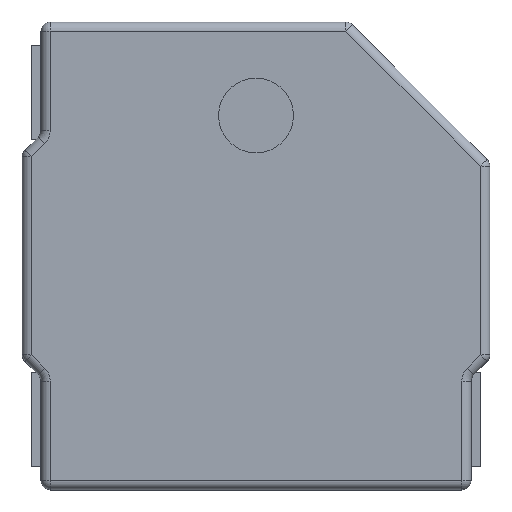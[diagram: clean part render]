
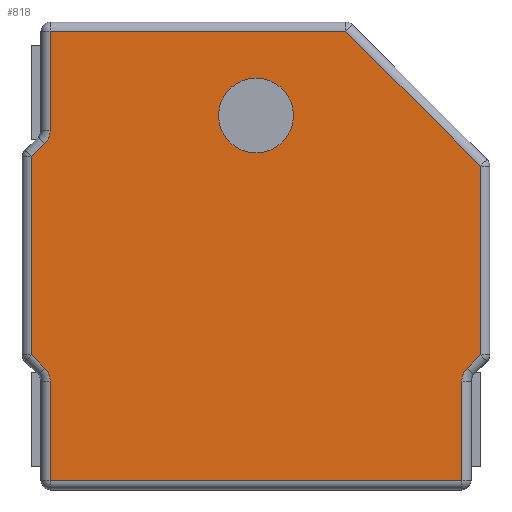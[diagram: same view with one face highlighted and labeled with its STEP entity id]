
A CAD part, top view. The second image highlights one B-rep face of the part: STEP entity #818.
In plain terms, the highlighted planar face has unit normal (0, 0, 1).
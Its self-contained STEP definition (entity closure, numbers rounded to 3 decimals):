
#298 = VERTEX_POINT('',#299);
#299 = CARTESIAN_POINT('',(2.4,-1.059,2.1));
#306 = EDGE_CURVE('',#298,#307,#309,.T.);
#307 = VERTEX_POINT('',#308);
#308 = CARTESIAN_POINT('',(2.4,0.959,2.1));
#309 = LINE('',#310,#311);
#310 = CARTESIAN_POINT('',(2.4,-1.1,2.1));
#311 = VECTOR('',#312,1.);
#312 = DIRECTION('',(0.,1.,0.));
#818 = ADVANCED_FACE('',(#819,#927),#938,.T.);
#819 = FACE_BOUND('',#820,.T.);
#820 = EDGE_LOOP('',(#821,#822,#830,#838,#846,#855,#863,#871,#879,#888,
    #896,#904,#912,#921));
#821 = ORIENTED_EDGE('',*,*,#306,.T.);
#822 = ORIENTED_EDGE('',*,*,#823,.T.);
#823 = EDGE_CURVE('',#307,#824,#826,.T.);
#824 = VERTEX_POINT('',#825);
#825 = CARTESIAN_POINT('',(0.959,2.4,2.1));
#826 = LINE('',#827,#828);
#827 = CARTESIAN_POINT('',(2.429,0.929,2.1));
#828 = VECTOR('',#829,1.);
#829 = DIRECTION('',(-0.707,0.707,0.));
#830 = ORIENTED_EDGE('',*,*,#831,.F.);
#831 = EDGE_CURVE('',#832,#824,#834,.T.);
#832 = VERTEX_POINT('',#833);
#833 = CARTESIAN_POINT('',(-2.2,2.4,2.1));
#834 = LINE('',#835,#836);
#835 = CARTESIAN_POINT('',(-2.3,2.4,2.1));
#836 = VECTOR('',#837,1.);
#837 = DIRECTION('',(1.,0.,0.));
#838 = ORIENTED_EDGE('',*,*,#839,.T.);
#839 = EDGE_CURVE('',#832,#840,#842,.T.);
#840 = VERTEX_POINT('',#841);
#841 = CARTESIAN_POINT('',(-2.2,1.341,2.1));
#842 = LINE('',#843,#844);
#843 = CARTESIAN_POINT('',(-2.2,2.5,2.1));
#844 = VECTOR('',#845,1.);
#845 = DIRECTION('',(0.,-1.,0.));
#846 = ORIENTED_EDGE('',*,*,#847,.F.);
#847 = EDGE_CURVE('',#848,#840,#850,.T.);
#848 = VERTEX_POINT('',#849);
#849 = CARTESIAN_POINT('',(-2.259,1.2,2.1));
#850 = CIRCLE('',#851,0.2);
#851 = AXIS2_PLACEMENT_3D('',#852,#853,#854);
#852 = CARTESIAN_POINT('',(-2.4,1.341,2.1));
#853 = DIRECTION('',(-0.,0.,1.));
#854 = DIRECTION('',(0.707,-0.707,0.));
#855 = ORIENTED_EDGE('',*,*,#856,.T.);
#856 = EDGE_CURVE('',#848,#857,#859,.T.);
#857 = VERTEX_POINT('',#858);
#858 = CARTESIAN_POINT('',(-2.4,1.059,2.1));
#859 = LINE('',#860,#861);
#860 = CARTESIAN_POINT('',(-2.229,1.229,2.1));
#861 = VECTOR('',#862,1.);
#862 = DIRECTION('',(-0.707,-0.707,0.));
#863 = ORIENTED_EDGE('',*,*,#864,.F.);
#864 = EDGE_CURVE('',#865,#857,#867,.T.);
#865 = VERTEX_POINT('',#866);
#866 = CARTESIAN_POINT('',(-2.4,-1.059,2.1));
#867 = LINE('',#868,#869);
#868 = CARTESIAN_POINT('',(-2.4,-1.1,2.1));
#869 = VECTOR('',#870,1.);
#870 = DIRECTION('',(0.,1.,0.));
#871 = ORIENTED_EDGE('',*,*,#872,.F.);
#872 = EDGE_CURVE('',#873,#865,#875,.T.);
#873 = VERTEX_POINT('',#874);
#874 = CARTESIAN_POINT('',(-2.259,-1.2,2.1));
#875 = LINE('',#876,#877);
#876 = CARTESIAN_POINT('',(-2.229,-1.229,2.1));
#877 = VECTOR('',#878,1.);
#878 = DIRECTION('',(-0.707,0.707,0.));
#879 = ORIENTED_EDGE('',*,*,#880,.F.);
#880 = EDGE_CURVE('',#881,#873,#883,.T.);
#881 = VERTEX_POINT('',#882);
#882 = CARTESIAN_POINT('',(-2.2,-1.341,2.1));
#883 = CIRCLE('',#884,0.2);
#884 = AXIS2_PLACEMENT_3D('',#885,#886,#887);
#885 = CARTESIAN_POINT('',(-2.4,-1.341,2.1));
#886 = DIRECTION('',(0.,0.,1.));
#887 = DIRECTION('',(1.,0.,0.));
#888 = ORIENTED_EDGE('',*,*,#889,.F.);
#889 = EDGE_CURVE('',#890,#881,#892,.T.);
#890 = VERTEX_POINT('',#891);
#891 = CARTESIAN_POINT('',(-2.2,-2.4,2.1));
#892 = LINE('',#893,#894);
#893 = CARTESIAN_POINT('',(-2.2,-2.5,2.1));
#894 = VECTOR('',#895,1.);
#895 = DIRECTION('',(0.,1.,0.));
#896 = ORIENTED_EDGE('',*,*,#897,.T.);
#897 = EDGE_CURVE('',#890,#898,#900,.T.);
#898 = VERTEX_POINT('',#899);
#899 = CARTESIAN_POINT('',(2.2,-2.4,2.1));
#900 = LINE('',#901,#902);
#901 = CARTESIAN_POINT('',(-2.3,-2.4,2.1));
#902 = VECTOR('',#903,1.);
#903 = DIRECTION('',(1.,0.,0.));
#904 = ORIENTED_EDGE('',*,*,#905,.T.);
#905 = EDGE_CURVE('',#898,#906,#908,.T.);
#906 = VERTEX_POINT('',#907);
#907 = CARTESIAN_POINT('',(2.2,-1.341,2.1));
#908 = LINE('',#909,#910);
#909 = CARTESIAN_POINT('',(2.2,-2.5,2.1));
#910 = VECTOR('',#911,1.);
#911 = DIRECTION('',(0.,1.,0.));
#912 = ORIENTED_EDGE('',*,*,#913,.F.);
#913 = EDGE_CURVE('',#914,#906,#916,.T.);
#914 = VERTEX_POINT('',#915);
#915 = CARTESIAN_POINT('',(2.259,-1.2,2.1));
#916 = CIRCLE('',#917,0.2);
#917 = AXIS2_PLACEMENT_3D('',#918,#919,#920);
#918 = CARTESIAN_POINT('',(2.4,-1.341,2.1));
#919 = DIRECTION('',(0.,0.,1.));
#920 = DIRECTION('',(-0.707,0.707,0.));
#921 = ORIENTED_EDGE('',*,*,#922,.T.);
#922 = EDGE_CURVE('',#914,#298,#923,.T.);
#923 = LINE('',#924,#925);
#924 = CARTESIAN_POINT('',(2.229,-1.229,2.1));
#925 = VECTOR('',#926,1.);
#926 = DIRECTION('',(0.707,0.707,0.));
#927 = FACE_BOUND('',#928,.T.);
#928 = EDGE_LOOP('',(#929));
#929 = ORIENTED_EDGE('',*,*,#930,.F.);
#930 = EDGE_CURVE('',#931,#931,#933,.T.);
#931 = VERTEX_POINT('',#932);
#932 = CARTESIAN_POINT('',(0.4,1.5,2.1));
#933 = CIRCLE('',#934,0.4);
#934 = AXIS2_PLACEMENT_3D('',#935,#936,#937);
#935 = CARTESIAN_POINT('',(0.,1.5,2.1));
#936 = DIRECTION('',(0.,0.,1.));
#937 = DIRECTION('',(1.,0.,0.));
#938 = PLANE('',#939);
#939 = AXIS2_PLACEMENT_3D('',#940,#941,#942);
#940 = CARTESIAN_POINT('',(-2.5,-2.5,2.1));
#941 = DIRECTION('',(0.,0.,1.));
#942 = DIRECTION('',(1.,0.,0.));
